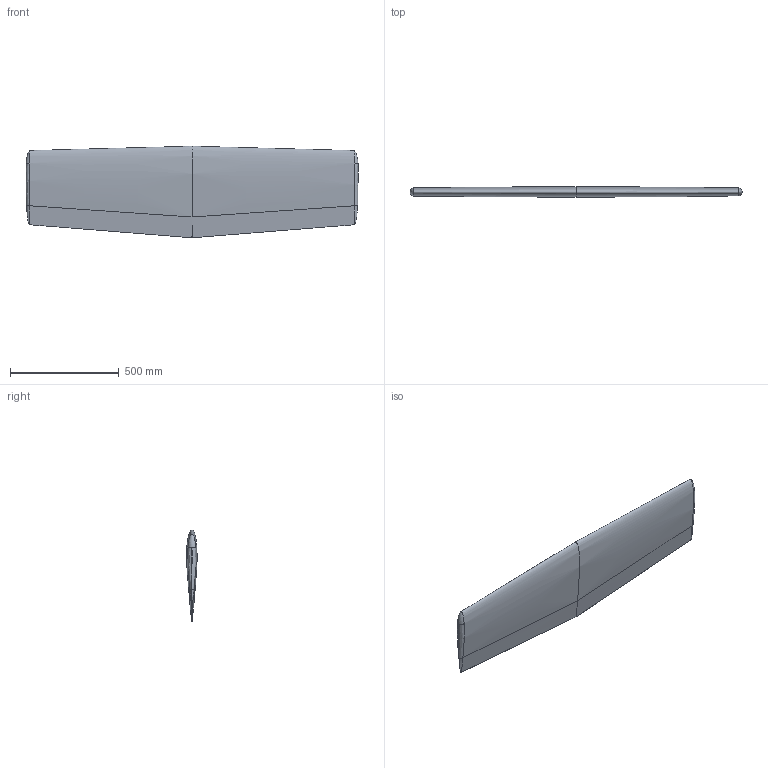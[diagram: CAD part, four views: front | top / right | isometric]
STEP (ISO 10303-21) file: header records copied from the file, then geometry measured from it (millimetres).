
FILE_DESCRIPTION(/* description */ (''),/* implementation_level */ '2;1');
FILE_NAME(/* name */ 'Horiz.step',/* time_stamp */ '2022-01-05T13:21:28-08:00',/* author */ (''),/* organization */ (''),/* preprocessor_version */ 'ST-DEVELOPER v18.1',/* originating_system */ 'Autodesk Translation Framework v10.10.0.1391',/* authorisation */ '');
FILE_SCHEMA (('AUTOMOTIVE_DESIGN { 1 0 10303 214 3 1 1 }'));
Length unit declared in the file: foot
Products named in the file (1): Horiz
Bounding box: 1524 x 48.28 x 419.96 mm (x, y, z)
Volume: 17000803.3 mm3; surface area: 1184515.2 mm2
Topology: 1 solids, 1 shells, 22 faces, 50 edges, 28 vertices
Faces by surface type: bspline 16, plane 6
Entity records: 2646 total; most frequent: CARTESIAN_POINT 2246, ORIENTED_EDGE 96, EDGE_CURVE 48, B_SPLINE_CURVE_WITH_KNOTS 36, DIRECTION 29, VERTEX_POINT 28, FACE_OUTER_BOUND 22, EDGE_LOOP 22
